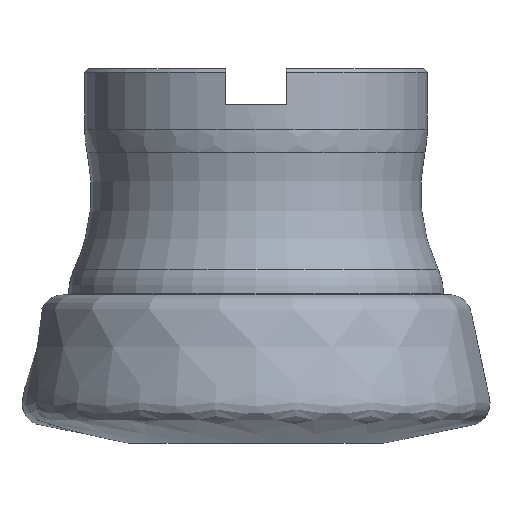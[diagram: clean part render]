
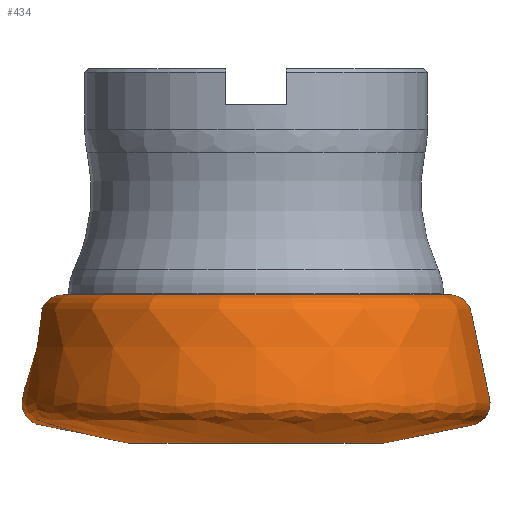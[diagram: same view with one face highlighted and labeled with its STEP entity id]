
A CAD part, front view. The second image highlights one B-rep face of the part: STEP entity #434.
In plain terms, the highlighted face is a revolution surface.
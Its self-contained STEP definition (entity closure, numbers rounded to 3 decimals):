
#434=ADVANCED_FACE('',(#478),#466,.T.);
#466=SURFACE_OF_REVOLUTION('',#468,#467);
#467=AXIS1_PLACEMENT('',#941,#718);
#468=B_SPLINE_CURVE_WITH_KNOTS('',5,(#885,#886,#887,#888,#889,#890,#891,
#892,#893,#894,#895,#896,#897,#898,#899,#900,#901,#902,#903,#904,#905,#906,
#907,#908,#909,#910,#911,#912,#913,#914,#915,#916,#917,#918,#919,#920,#921,
#922,#923,#924,#925,#926,#927,#928,#929,#930,#931,#932,#933,#934,#935,#936,
#937,#938,#939,#940),.UNSPECIFIED.,.T.,.F.,(1,1,1,1,1,1,1,1,1,1,1,1,1,1,
1,1,1,1,1,1,1,1,1,1,1,1,1,1,1,1,1,1,1,1,1,1,1,1,1,1,1,1,1,1,1,1,1,1,1,1,
1,1,1,1,1,1,1,1,1,1,1,1),(-0.117,-0.107,-0.096,
-0.089,-0.076,0.,0.051,0.079,
0.092,0.103,0.108,0.113,
0.124,0.134,0.145,0.15,0.155,
0.18,0.246,0.308,0.329,
0.342,0.346,0.352,0.363,
0.373,0.384,0.394,0.4,0.41,
0.431,0.476,0.56,0.575,0.585,
0.595,0.6,0.606,0.616,0.627,
0.638,0.648,0.658,0.668,
0.721,0.803,0.839,0.846,
0.851,0.862,0.872,0.883,
0.893,0.904,0.911,0.924,1.,
1.051,1.079,1.092,1.103,1.108),
 .UNSPECIFIED.);
#478=FACE_BOUND('',#513,.T.);
#513=VERTEX_LOOP('',#514);
#514=VERTEX_POINT('',#884);
#718=DIRECTION('',(0.,0.,-1.));
#884=CARTESIAN_POINT('',(19.775,0.,-31.936));
#885=CARTESIAN_POINT('',(15.028,0.,-32.937));
#886=CARTESIAN_POINT('',(17.147,0.,-32.467));
#887=CARTESIAN_POINT('',(19.196,0.,-32.081));
#888=CARTESIAN_POINT('',(21.758,0.,-31.492));
#889=CARTESIAN_POINT('',(24.119,0.,-31.065));
#890=CARTESIAN_POINT('',(25.566,0.,-30.687));
#891=CARTESIAN_POINT('',(26.41,0.,-30.625));
#892=CARTESIAN_POINT('',(27.022,0.,-30.75));
#893=CARTESIAN_POINT('',(27.563,0.,-30.943));
#894=CARTESIAN_POINT('',(28.065,0.,-31.243));
#895=CARTESIAN_POINT('',(28.486,0.,-31.631));
#896=CARTESIAN_POINT('',(28.826,0.,-32.103));
#897=CARTESIAN_POINT('',(29.154,0.,-32.812));
#898=CARTESIAN_POINT('',(29.399,0.,-34.297));
#899=CARTESIAN_POINT('',(29.938,0.,-36.424));
#900=CARTESIAN_POINT('',(30.33,0.,-38.802));
#901=CARTESIAN_POINT('',(30.961,0.,-41.24));
#902=CARTESIAN_POINT('',(31.343,0.,-43.431));
#903=CARTESIAN_POINT('',(31.707,0.,-44.832));
#904=CARTESIAN_POINT('',(31.746,0.,-45.567));
#905=CARTESIAN_POINT('',(31.645,0.,-46.162));
#906=CARTESIAN_POINT('',(31.463,0.,-46.696));
#907=CARTESIAN_POINT('',(31.12,0.,-47.263));
#908=CARTESIAN_POINT('',(30.662,0.,-47.71));
#909=CARTESIAN_POINT('',(30.13,0.,-48.071));
#910=CARTESIAN_POINT('',(29.397,0.,-48.321));
#911=CARTESIAN_POINT('',(28.2,0.,-48.525));
#912=CARTESIAN_POINT('',(26.063,0.,-49.019));
#913=CARTESIAN_POINT('',(23.784,0.,-49.428));
#914=CARTESIAN_POINT('',(21.534,0.,-49.972));
#915=CARTESIAN_POINT('',(19.396,0.,-50.356));
#916=CARTESIAN_POINT('',(17.794,0.,-50.741));
#917=CARTESIAN_POINT('',(17.194,0.,-50.825));
#918=CARTESIAN_POINT('',(16.636,0.,-50.777));
#919=CARTESIAN_POINT('',(16.087,0.,-50.638));
#920=CARTESIAN_POINT('',(15.568,0.,-50.398));
#921=CARTESIAN_POINT('',(15.047,0.,-50.008));
#922=CARTESIAN_POINT('',(14.597,0.,-49.461));
#923=CARTESIAN_POINT('',(14.276,0.,-48.833));
#924=CARTESIAN_POINT('',(14.037,0.,-47.624));
#925=CARTESIAN_POINT('',(13.549,0.,-45.51));
#926=CARTESIAN_POINT('',(13.074,0.,-43.061));
#927=CARTESIAN_POINT('',(12.458,0.,-40.661));
#928=CARTESIAN_POINT('',(12.054,0.,-38.319));
#929=CARTESIAN_POINT('',(11.561,0.,-36.523));
#930=CARTESIAN_POINT('',(11.588,0.,-35.613));
#931=CARTESIAN_POINT('',(11.727,0.,-35.055));
#932=CARTESIAN_POINT('',(11.975,0.,-34.485));
#933=CARTESIAN_POINT('',(12.415,0.,-33.932));
#934=CARTESIAN_POINT('',(12.912,0.,-33.533));
#935=CARTESIAN_POINT('',(13.543,0.,-33.221));
#936=CARTESIAN_POINT('',(15.028,0.,-32.937));
#937=CARTESIAN_POINT('',(17.147,0.,-32.467));
#938=CARTESIAN_POINT('',(19.196,0.,-32.081));
#939=CARTESIAN_POINT('',(21.758,0.,-31.492));
#940=CARTESIAN_POINT('',(24.119,0.,-31.065));
#941=CARTESIAN_POINT('',(0.,0.,0.));
